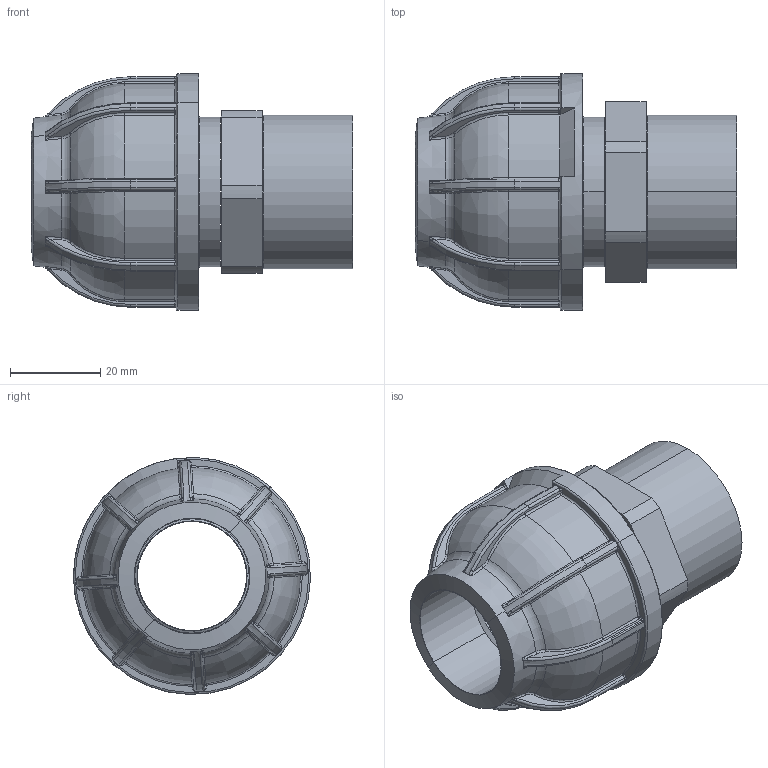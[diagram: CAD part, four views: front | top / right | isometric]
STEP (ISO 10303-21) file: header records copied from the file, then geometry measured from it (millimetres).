
FILE_DESCRIPTION (( 'STEP AP203' ), '1' );
FILE_NAME ('R202.025.034.step', '2013-11-19T09:04:16', ( 'Alusic' ), ( 'Alusic' ), 'SwSTEP 2.0', 'SolidWorks 2011', '' );
FILE_SCHEMA (( 'CONFIG_CONTROL_DESIGN' ));
Length unit declared in the file: millimetre
Products named in the file (1): R202.025.034
Bounding box: 71 x 52.39 x 52.39 mm (x, y, z)
Surface area: 22183.7 mm2 (no closed solid volume)
Topology: 0 solids, 4 shells, 609 faces, 1758 edges, 1047 vertices
Faces by surface type: cylinder 188, torus 138, bspline 129, plane 117, sphere 26, cone 11
Entity records: 28709 total; most frequent: CARTESIAN_POINT 14335, DIRECTION 2939, ORIENTED_EDGE 2931, EDGE_CURVE 1746, AXIS2_PLACEMENT_3D 1282, VERTEX_POINT 1043, CIRCLE 801, EDGE_LOOP 616
